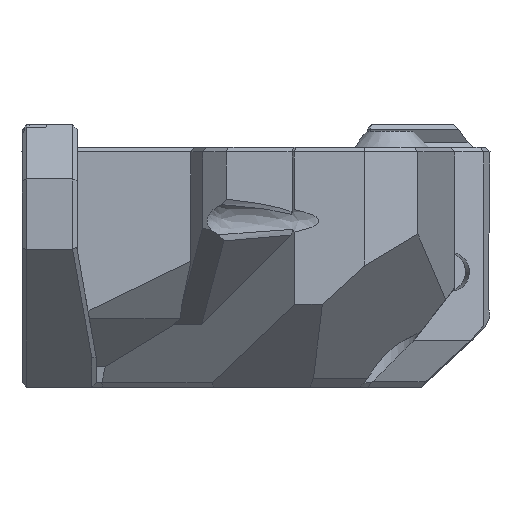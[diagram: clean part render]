
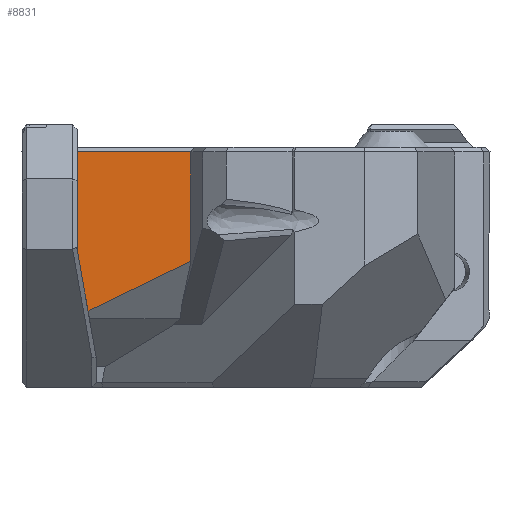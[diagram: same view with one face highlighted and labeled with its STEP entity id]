
A CAD part, left-side view. The second image highlights one B-rep face of the part: STEP entity #8831.
In plain terms, the highlighted planar face has unit normal (-1, 0, 0).
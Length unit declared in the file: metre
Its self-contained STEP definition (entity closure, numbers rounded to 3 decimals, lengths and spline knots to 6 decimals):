
#886=LINE('',#14831,#1793);
#1011=LINE('',#15421,#1918);
#1012=LINE('',#15586,#1919);
#1013=LINE('',#15589,#1920);
#1014=LINE('',#15590,#1921);
#1793=VECTOR('',#11030,1.);
#1918=VECTOR('',#11373,1.);
#1919=VECTOR('',#11386,1.);
#1920=VECTOR('',#11387,1.);
#1921=VECTOR('',#11388,1.);
#3798=ORIENTED_EDGE('',*,*,#5727,.T.);
#3799=ORIENTED_EDGE('',*,*,#5728,.T.);
#3800=ORIENTED_EDGE('',*,*,#5541,.F.);
#3801=ORIENTED_EDGE('',*,*,#5721,.F.);
#3802=ORIENTED_EDGE('',*,*,#5729,.T.);
#5541=EDGE_CURVE('',#6624,#6625,#886,.T.);
#5721=EDGE_CURVE('',#6728,#6624,#1011,.T.);
#5727=EDGE_CURVE('',#6731,#6732,#1012,.T.);
#5728=EDGE_CURVE('',#6732,#6625,#1013,.T.);
#5729=EDGE_CURVE('',#6728,#6731,#1014,.T.);
#6624=VERTEX_POINT('',#14832);
#6625=VERTEX_POINT('',#14833);
#6728=VERTEX_POINT('',#15420);
#6731=VERTEX_POINT('',#15587);
#6732=VERTEX_POINT('',#15588);
#7395=EDGE_LOOP('',(#3798,#3799,#3800,#3801,#3802));
#7952=FACE_BOUND('',#7395,.T.);
#8405=PLANE('',#9527);
#8831=ADVANCED_FACE('',(#7952),#8405,.T.);
#9527=AXIS2_PLACEMENT_3D('',#15585,#11384,#11385);
#11030=DIRECTION('',(0.,0.,1.));
#11373=DIRECTION('',(0.,0.174,0.985));
#11384=DIRECTION('',(-1.,0.,0.));
#11385=DIRECTION('',(0.,-1.,0.));
#11386=DIRECTION('',(0.,0.,1.));
#11387=DIRECTION('',(0.,1.,0.));
#11388=DIRECTION('',(0.,-0.901,0.435));
#14831=CARTESIAN_POINT('',(-0.013379,0.0125,0.01668));
#14832=CARTESIAN_POINT('',(-0.013379,0.0125,0.01216));
#14833=CARTESIAN_POINT('',(-0.013379,0.0125,0.0208));
#15420=CARTESIAN_POINT('',(-0.013379,0.011544,0.006745));
#15421=CARTESIAN_POINT('',(-0.013379,0.012936,0.014628));
#15585=CARTESIAN_POINT('',(-0.013379,0.001321,0.01668));
#15586=CARTESIAN_POINT('',(-0.013379,0.002448,0.01668));
#15587=CARTESIAN_POINT('',(-0.013379,0.002448,0.011135));
#15588=CARTESIAN_POINT('',(-0.013379,0.002448,0.0208));
#15589=CARTESIAN_POINT('',(-0.013379,0.001321,0.0208));
#15590=CARTESIAN_POINT('',(-0.013379,-0.000636,0.012624));
